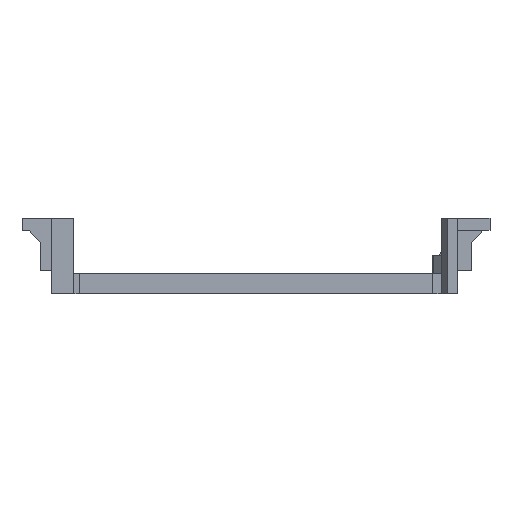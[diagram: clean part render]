
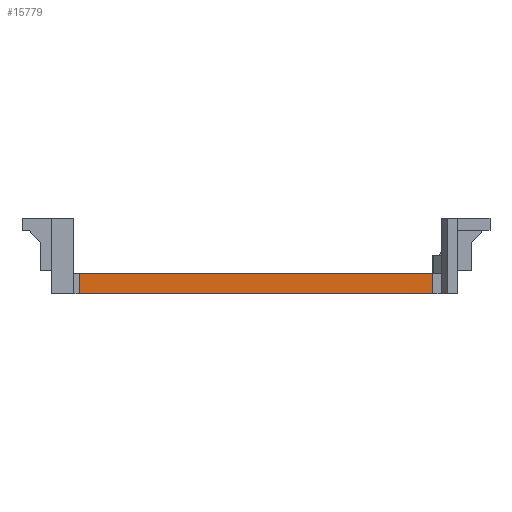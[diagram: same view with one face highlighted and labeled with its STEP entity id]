
A CAD part, front view. The second image highlights one B-rep face of the part: STEP entity #15779.
In plain terms, the highlighted planar face has unit normal (0, -1, 0).
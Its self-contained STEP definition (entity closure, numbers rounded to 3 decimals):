
#364 = PLANE('',#365);
#365 = AXIS2_PLACEMENT_3D('',#366,#367,#368);
#366 = CARTESIAN_POINT('',(-0.224,-0.103,
    -1.74));
#367 = DIRECTION('',(0.,0.,1.));
#368 = DIRECTION('',(1.,0.,0.));
#685 = VERTEX_POINT('',#686);
#686 = CARTESIAN_POINT('',(-17.4,-7.05,
    -1.74));
#700 = PLANE('',#701);
#701 = AXIS2_PLACEMENT_3D('',#702,#703,#704);
#702 = CARTESIAN_POINT('',(-17.4,-7.7,
    -2.74));
#703 = DIRECTION('',(1.,0.,0.));
#704 = DIRECTION('',(0.,0.,1.));
#712 = EDGE_CURVE('',#713,#685,#715,.T.);
#713 = VERTEX_POINT('',#714);
#714 = CARTESIAN_POINT('',(17.4,-7.05,
    -1.74));
#715 = SURFACE_CURVE('',#716,(#720,#727),.PCURVE_S1.);
#716 = LINE('',#717,#718);
#717 = CARTESIAN_POINT('',(17.4,-7.05,
    -1.74));
#718 = VECTOR('',#719,1.);
#719 = DIRECTION('',(-1.,0.,0.));
#720 = PCURVE('',#364,#721);
#721 = DEFINITIONAL_REPRESENTATION('',(#722),#726);
#722 = LINE('',#723,#724);
#723 = CARTESIAN_POINT('',(17.624,-6.947));
#724 = VECTOR('',#725,1.);
#725 = DIRECTION('',(-1.,0.));
#726 = ( GEOMETRIC_REPRESENTATION_CONTEXT(2) 
PARAMETRIC_REPRESENTATION_CONTEXT() REPRESENTATION_CONTEXT('2D SPACE',''
  ) );
#727 = PCURVE('',#728,#733);
#728 = PLANE('',#729);
#729 = AXIS2_PLACEMENT_3D('',#730,#731,#732);
#730 = CARTESIAN_POINT('',(0.,-7.05,-2.74));
#731 = DIRECTION('',(-0.,-1.,-0.));
#732 = DIRECTION('',(0.,0.,-1.));
#733 = DEFINITIONAL_REPRESENTATION('',(#734),#738);
#734 = LINE('',#735,#736);
#735 = CARTESIAN_POINT('',(-1.,17.4));
#736 = VECTOR('',#737,1.);
#737 = DIRECTION('',(0.,-1.));
#738 = ( GEOMETRIC_REPRESENTATION_CONTEXT(2) 
PARAMETRIC_REPRESENTATION_CONTEXT() REPRESENTATION_CONTEXT('2D SPACE',''
  ) );
#756 = PLANE('',#757);
#757 = AXIS2_PLACEMENT_3D('',#758,#759,#760);
#758 = CARTESIAN_POINT('',(17.4,-7.7,
    -2.74));
#759 = DIRECTION('',(-1.,-0.,-0.));
#760 = DIRECTION('',(0.,0.,-1.));
#11956 = EDGE_CURVE('',#11957,#685,#11959,.T.);
#11957 = VERTEX_POINT('',#11958);
#11958 = CARTESIAN_POINT('',(-17.4,-7.05,
    -3.74));
#11959 = SURFACE_CURVE('',#11960,(#11964,#11971),.PCURVE_S1.);
#11960 = LINE('',#11961,#11962);
#11961 = CARTESIAN_POINT('',(-17.4,-7.05,
    -3.74));
#11962 = VECTOR('',#11963,1.);
#11963 = DIRECTION('',(0.,0.,1.));
#11964 = PCURVE('',#700,#11965);
#11965 = DEFINITIONAL_REPRESENTATION('',(#11966),#11970);
#11966 = LINE('',#11967,#11968);
#11967 = CARTESIAN_POINT('',(-1.,-0.65));
#11968 = VECTOR('',#11969,1.);
#11969 = DIRECTION('',(1.,0.));
#11970 = ( GEOMETRIC_REPRESENTATION_CONTEXT(2) 
PARAMETRIC_REPRESENTATION_CONTEXT() REPRESENTATION_CONTEXT('2D SPACE',''
  ) );
#11971 = PCURVE('',#728,#11972);
#11972 = DEFINITIONAL_REPRESENTATION('',(#11973),#11977);
#11973 = LINE('',#11974,#11975);
#11974 = CARTESIAN_POINT('',(1.,-17.4));
#11975 = VECTOR('',#11976,1.);
#11976 = DIRECTION('',(-1.,0.));
#11977 = ( GEOMETRIC_REPRESENTATION_CONTEXT(2) 
PARAMETRIC_REPRESENTATION_CONTEXT() REPRESENTATION_CONTEXT('2D SPACE',''
  ) );
#12017 = PLANE('',#12018);
#12018 = AXIS2_PLACEMENT_3D('',#12019,#12020,#12021);
#12019 = CARTESIAN_POINT('',(0.056,0.,-3.74));
#12020 = DIRECTION('',(0.,0.,-1.));
#12021 = DIRECTION('',(-1.,0.,0.));
#12975 = VERTEX_POINT('',#12976);
#12976 = CARTESIAN_POINT('',(17.4,-7.05,
    -3.74));
#12997 = EDGE_CURVE('',#12975,#11957,#12998,.T.);
#12998 = SURFACE_CURVE('',#12999,(#13003,#13010),.PCURVE_S1.);
#12999 = LINE('',#13000,#13001);
#13000 = CARTESIAN_POINT('',(17.4,-7.05,
    -3.74));
#13001 = VECTOR('',#13002,1.);
#13002 = DIRECTION('',(-1.,0.,0.));
#13003 = PCURVE('',#12017,#13004);
#13004 = DEFINITIONAL_REPRESENTATION('',(#13005),#13009);
#13005 = LINE('',#13006,#13007);
#13006 = CARTESIAN_POINT('',(-17.344,-7.05));
#13007 = VECTOR('',#13008,1.);
#13008 = DIRECTION('',(1.,0.));
#13009 = ( GEOMETRIC_REPRESENTATION_CONTEXT(2) 
PARAMETRIC_REPRESENTATION_CONTEXT() REPRESENTATION_CONTEXT('2D SPACE',''
  ) );
#13010 = PCURVE('',#728,#13011);
#13011 = DEFINITIONAL_REPRESENTATION('',(#13012),#13016);
#13012 = LINE('',#13013,#13014);
#13013 = CARTESIAN_POINT('',(1.,17.4));
#13014 = VECTOR('',#13015,1.);
#13015 = DIRECTION('',(0.,-1.));
#13016 = ( GEOMETRIC_REPRESENTATION_CONTEXT(2) 
PARAMETRIC_REPRESENTATION_CONTEXT() REPRESENTATION_CONTEXT('2D SPACE',''
  ) );
#15707 = EDGE_CURVE('',#713,#12975,#15708,.T.);
#15708 = SURFACE_CURVE('',#15709,(#15713,#15720),.PCURVE_S1.);
#15709 = LINE('',#15710,#15711);
#15710 = CARTESIAN_POINT('',(17.4,-7.05,
    -1.74));
#15711 = VECTOR('',#15712,1.);
#15712 = DIRECTION('',(0.,0.,-1.));
#15713 = PCURVE('',#756,#15714);
#15714 = DEFINITIONAL_REPRESENTATION('',(#15715),#15719);
#15715 = LINE('',#15716,#15717);
#15716 = CARTESIAN_POINT('',(-1.,-0.65));
#15717 = VECTOR('',#15718,1.);
#15718 = DIRECTION('',(1.,0.));
#15719 = ( GEOMETRIC_REPRESENTATION_CONTEXT(2) 
PARAMETRIC_REPRESENTATION_CONTEXT() REPRESENTATION_CONTEXT('2D SPACE',''
  ) );
#15720 = PCURVE('',#728,#15721);
#15721 = DEFINITIONAL_REPRESENTATION('',(#15722),#15726);
#15722 = LINE('',#15723,#15724);
#15723 = CARTESIAN_POINT('',(-1.,17.4));
#15724 = VECTOR('',#15725,1.);
#15725 = DIRECTION('',(1.,0.));
#15726 = ( GEOMETRIC_REPRESENTATION_CONTEXT(2) 
PARAMETRIC_REPRESENTATION_CONTEXT() REPRESENTATION_CONTEXT('2D SPACE',''
  ) );
#15779 = ADVANCED_FACE('',(#15780),#728,.T.);
#15780 = FACE_BOUND('',#15781,.T.);
#15781 = EDGE_LOOP('',(#15782,#15783,#15784,#15785));
#15782 = ORIENTED_EDGE('',*,*,#712,.T.);
#15783 = ORIENTED_EDGE('',*,*,#11956,.F.);
#15784 = ORIENTED_EDGE('',*,*,#12997,.F.);
#15785 = ORIENTED_EDGE('',*,*,#15707,.F.);
